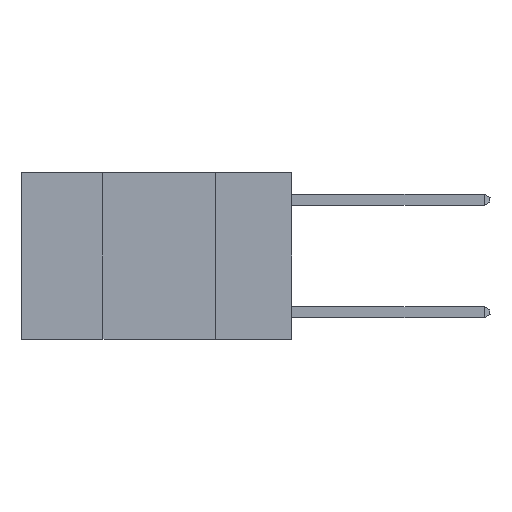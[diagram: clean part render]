
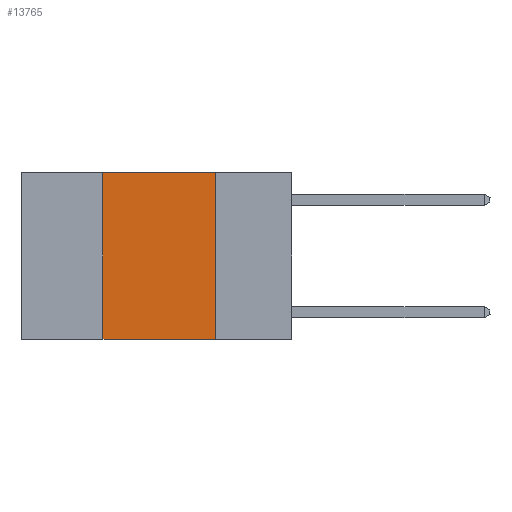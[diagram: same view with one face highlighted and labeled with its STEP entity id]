
A CAD part, left-side view. The second image highlights one B-rep face of the part: STEP entity #13765.
In plain terms, the highlighted planar face has unit normal (-1, 0, 0).
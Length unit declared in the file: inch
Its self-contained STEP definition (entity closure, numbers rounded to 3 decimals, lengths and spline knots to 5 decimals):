
#893 = CARTESIAN_POINT ( 'NONE',  ( 0., 0.6, 0. ) ) ;
#1571 = VERTEX_POINT ( 'NONE', #5421 ) ;
#2201 = VECTOR ( 'NONE', #7120, 39.37008 ) ;
#2575 = VECTOR ( 'NONE', #22450, 39.37008 ) ;
#2948 = VECTOR ( 'NONE', #14970, 39.37008 ) ;
#3221 = ORIENTED_EDGE ( 'NONE', *, *, #21756, .T. ) ;
#4628 = VERTEX_POINT ( 'NONE', #18451 ) ;
#4904 = LINE ( 'NONE', #5261, #2201 ) ;
#5261 = CARTESIAN_POINT ( 'NONE',  ( 0., 0.42, 0. ) ) ;
#5311 = VERTEX_POINT ( 'NONE', #20866 ) ;
#5421 = CARTESIAN_POINT ( 'NONE',  ( 0., 0.17, -0.37 ) ) ;
#6018 = LINE ( 'NONE', #24302, #2575 ) ;
#6349 = LINE ( 'NONE', #17429, #7463 ) ;
#7120 = DIRECTION ( 'NONE',  ( 0., 0., 1. ) ) ;
#7227 = EDGE_LOOP ( 'NONE', ( #24123, #11216, #9735, #3221 ) ) ;
#7463 = VECTOR ( 'NONE', #15462, 39.37008 ) ;
#9180 = LINE ( 'NONE', #11269, #2948 ) ;
#9735 = ORIENTED_EDGE ( 'NONE', *, *, #21990, .F. ) ;
#11115 = EDGE_CURVE ( 'NONE', #4628, #1571, #6349, .T. ) ;
#11216 = ORIENTED_EDGE ( 'NONE', *, *, #20719, .F. ) ;
#11269 = CARTESIAN_POINT ( 'NONE',  ( 0., 0.6, 0. ) ) ;
#12005 = DIRECTION ( 'NONE',  ( 0., 0., -1. ) ) ;
#13765 = ADVANCED_FACE ( 'NONE', ( #19386 ), #19755, .F. ) ;
#14970 = DIRECTION ( 'NONE',  ( 0., -1., 0. ) ) ;
#14973 = AXIS2_PLACEMENT_3D ( 'NONE', #893, #15576, #12005 ) ;
#15462 = DIRECTION ( 'NONE',  ( 0., 0., -1. ) ) ;
#15576 = DIRECTION ( 'NONE',  ( 1., 0., 0. ) ) ;
#17429 = CARTESIAN_POINT ( 'NONE',  ( 0., 0.17, 0. ) ) ;
#17788 = VERTEX_POINT ( 'NONE', #22926 ) ;
#18451 = CARTESIAN_POINT ( 'NONE',  ( 0., 0.17, 0. ) ) ;
#19386 = FACE_OUTER_BOUND ( 'NONE', #7227, .T. ) ;
#19755 = PLANE ( 'NONE',  #14973 ) ;
#20719 = EDGE_CURVE ( 'NONE', #17788, #4628, #9180, .T. ) ;
#20866 = CARTESIAN_POINT ( 'NONE',  ( 0., 0.42, -0.37 ) ) ;
#21756 = EDGE_CURVE ( 'NONE', #5311, #1571, #6018, .T. ) ;
#21990 = EDGE_CURVE ( 'NONE', #5311, #17788, #4904, .T. ) ;
#22450 = DIRECTION ( 'NONE',  ( 0., -1., 0. ) ) ;
#22926 = CARTESIAN_POINT ( 'NONE',  ( 0., 0.42, 0. ) ) ;
#24123 = ORIENTED_EDGE ( 'NONE', *, *, #11115, .F. ) ;
#24302 = CARTESIAN_POINT ( 'NONE',  ( 0., 0.6, -0.37 ) ) ;
